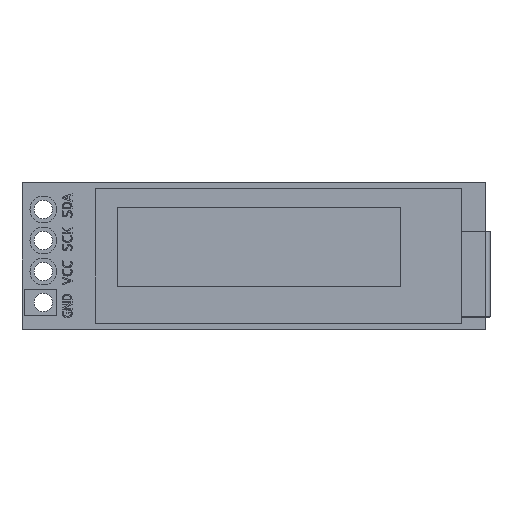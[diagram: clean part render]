
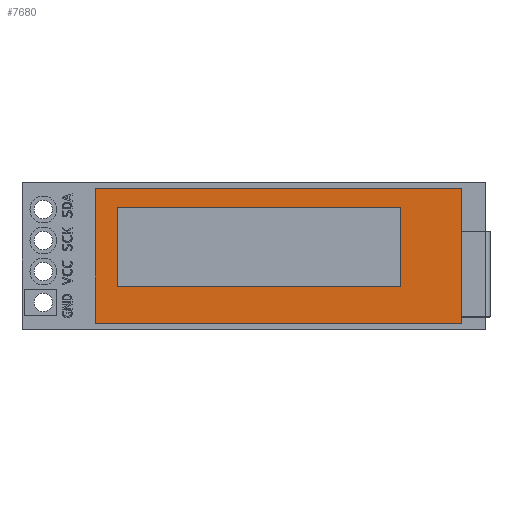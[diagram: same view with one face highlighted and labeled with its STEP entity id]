
A CAD part, top view. The second image highlights one B-rep face of the part: STEP entity #7680.
In plain terms, the highlighted planar face has unit normal (0, 0, 1).
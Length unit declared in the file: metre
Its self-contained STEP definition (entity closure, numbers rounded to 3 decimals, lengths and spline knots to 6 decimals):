
#2307=ORIENTED_EDGE('',*,*,#3632,.T.);
#2308=ORIENTED_EDGE('',*,*,#3633,.F.);
#2309=ORIENTED_EDGE('',*,*,#3634,.F.);
#2310=ORIENTED_EDGE('',*,*,#3635,.T.);
#2311=ORIENTED_EDGE('',*,*,#3636,.T.);
#2312=ORIENTED_EDGE('',*,*,#3637,.T.);
#2313=ORIENTED_EDGE('',*,*,#3638,.F.);
#2314=ORIENTED_EDGE('',*,*,#3639,.F.);
#3632=EDGE_CURVE('',#4444,#4445,#5119,.T.);
#3633=EDGE_CURVE('',#4446,#4445,#5120,.T.);
#3634=EDGE_CURVE('',#4447,#4446,#5121,.T.);
#3635=EDGE_CURVE('',#4447,#4444,#5122,.T.);
#3636=EDGE_CURVE('',#4448,#4449,#5123,.T.);
#3637=EDGE_CURVE('',#4449,#4450,#5124,.T.);
#3638=EDGE_CURVE('',#4451,#4450,#5125,.T.);
#3639=EDGE_CURVE('',#4448,#4451,#5126,.T.);
#4444=VERTEX_POINT('',#13398);
#4445=VERTEX_POINT('',#13399);
#4446=VERTEX_POINT('',#13401);
#4447=VERTEX_POINT('',#13403);
#4448=VERTEX_POINT('',#13406);
#4449=VERTEX_POINT('',#13407);
#4450=VERTEX_POINT('',#13409);
#4451=VERTEX_POINT('',#13411);
#5119=LINE('',#13397,#5868);
#5120=LINE('',#13400,#5869);
#5121=LINE('',#13402,#5870);
#5122=LINE('',#13404,#5871);
#5123=LINE('',#13405,#5872);
#5124=LINE('',#13408,#5873);
#5125=LINE('',#13410,#5874);
#5126=LINE('',#13412,#5875);
#5868=VECTOR('',#9393,1.);
#5869=VECTOR('',#9394,1.);
#5870=VECTOR('',#9395,1.);
#5871=VECTOR('',#9396,1.);
#5872=VECTOR('',#9397,1.);
#5873=VECTOR('',#9398,1.);
#5874=VECTOR('',#9399,1.);
#5875=VECTOR('',#9400,1.);
#6479=EDGE_LOOP('',(#2307,#2308,#2309,#2310));
#6480=EDGE_LOOP('',(#2311,#2312,#2313,#2314));
#6972=FACE_BOUND('',#6479,.T.);
#6973=FACE_BOUND('',#6480,.T.);
#7243=PLANE('',#8358);
#7680=ADVANCED_FACE('',(#6972,#6973),#7243,.F.);
#8358=AXIS2_PLACEMENT_3D('',#13396,#9391,#9392);
#9391=DIRECTION('',(0.,0.,-1.));
#9392=DIRECTION('',(-1.,0.,0.));
#9393=DIRECTION('',(1.,0.,0.));
#9394=DIRECTION('',(0.,-1.,0.));
#9395=DIRECTION('',(1.,0.,0.));
#9396=DIRECTION('',(0.,-1.,0.));
#9397=DIRECTION('',(1.,0.,0.));
#9398=DIRECTION('',(0.,-1.,0.));
#9399=DIRECTION('',(1.,0.,0.));
#9400=DIRECTION('',(0.,-1.,0.));
#13396=CARTESIAN_POINT('',(0.021,0.0115,0.0022));
#13397=CARTESIAN_POINT('',(0.021,0.0005,0.0022));
#13398=CARTESIAN_POINT('',(0.006,0.0005,0.0022));
#13399=CARTESIAN_POINT('',(0.036,0.0005,0.0022));
#13400=CARTESIAN_POINT('',(0.036,0.0115,0.0022));
#13401=CARTESIAN_POINT('',(0.036,0.0115,0.0022));
#13402=CARTESIAN_POINT('',(0.021,0.0115,0.0022));
#13403=CARTESIAN_POINT('',(0.006,0.0115,0.0022));
#13404=CARTESIAN_POINT('',(0.006,0.0115,0.0022));
#13405=CARTESIAN_POINT('',(0.0194,0.01,0.0022));
#13406=CARTESIAN_POINT('',(0.0078,0.01,0.0022));
#13407=CARTESIAN_POINT('',(0.031,0.01,0.0022));
#13408=CARTESIAN_POINT('',(0.031,0.00675,0.0022));
#13409=CARTESIAN_POINT('',(0.031,0.0035,0.0022));
#13410=CARTESIAN_POINT('',(0.0194,0.0035,0.0022));
#13411=CARTESIAN_POINT('',(0.0078,0.0035,0.0022));
#13412=CARTESIAN_POINT('',(0.0078,0.00675,0.0022));
